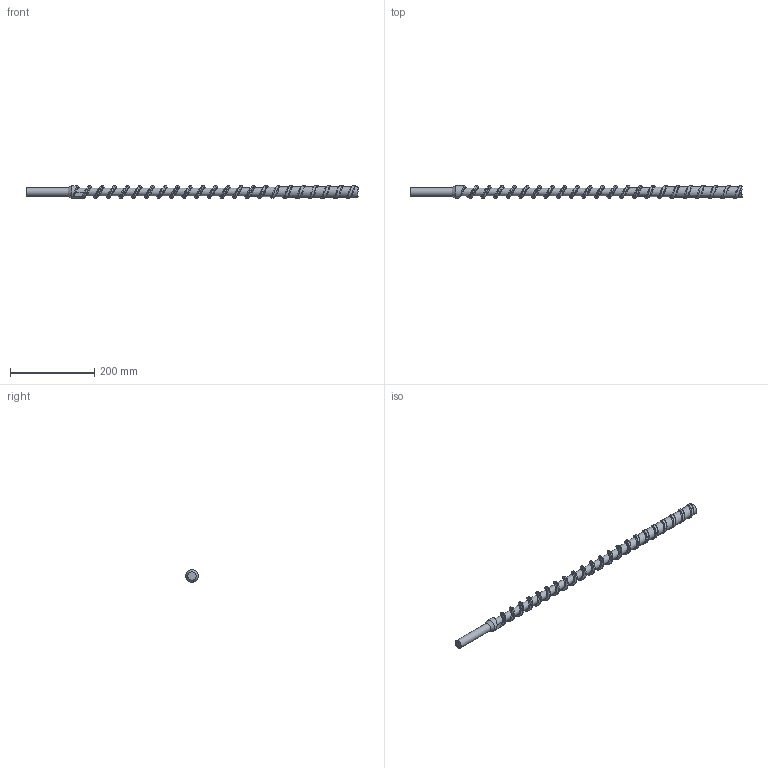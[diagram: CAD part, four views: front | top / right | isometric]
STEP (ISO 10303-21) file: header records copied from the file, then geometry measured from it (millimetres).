
FILE_DESCRIPTION (( 'STEP AP214' ), '1' );
FILE_NAME ('PT - PPV4.1- Screw - D=30 L=600.STEP', '2019-10-23T16:59:57', ( '' ), ( '' ), 'SwSTEP 2.0', 'SolidWorks 2018', '' );
FILE_SCHEMA (( 'AUTOMOTIVE_DESIGN' ));
Length unit declared in the file: millimetre
Products named in the file (1): PT - PPV4.1- Screw - D=30 L=600
Bounding box: 790 x 29.7 x 29.7 mm (x, y, z)
Volume: 315051.7 mm3; surface area: 67705.6 mm2
Topology: 1 solids, 1 shells, 37 faces, 86 edges, 51 vertices
Faces by surface type: bspline 22, cylinder 8, plane 5, cone 2
Full cylindrical faces by diameter (mm): 10.2 x1, 20 x1, 29.7 x2
Entity records: 21880 total; most frequent: CARTESIAN_POINT 21286, ORIENTED_EDGE 146, EDGE_CURVE 73, DIRECTION 65, VERTEX_POINT 45, EDGE_LOOP 40, FACE_OUTER_BOUND 38, ADVANCED_FACE 35
